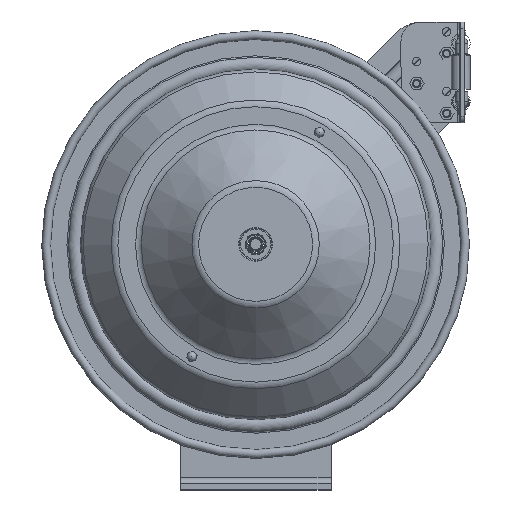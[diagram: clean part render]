
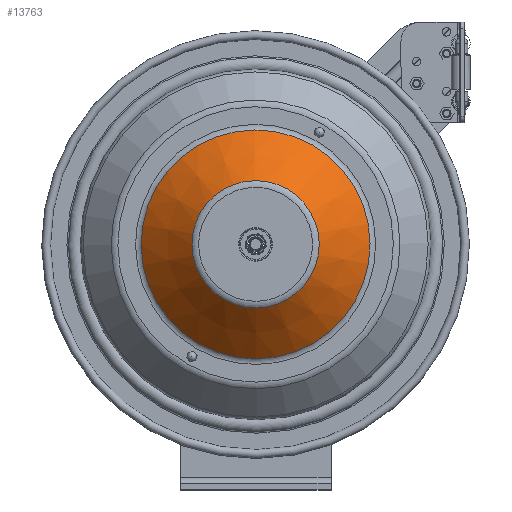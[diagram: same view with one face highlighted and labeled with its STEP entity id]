
A CAD part, top view. The second image highlights one B-rep face of the part: STEP entity #13763.
In plain terms, the highlighted conical face has half-angle 45 degrees and reference radius 89.911 mm.
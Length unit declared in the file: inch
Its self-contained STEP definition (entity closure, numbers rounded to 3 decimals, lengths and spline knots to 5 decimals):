
#2573=CONICAL_SURFACE('',#14801,3.53979,45.);
#3701=FACE_BOUND('',#4601,.T.);
#4046=FACE_OUTER_BOUND('',#4600,.T.);
#4600=EDGE_LOOP('',(#11962));
#4601=EDGE_LOOP('',(#11963));
#5211=CIRCLE('',#14800,4.54871);
#5212=CIRCLE('',#14802,2.53087);
#6540=VERTEX_POINT('',#22054);
#6541=VERTEX_POINT('',#22057);
#9042=EDGE_CURVE('',#6540,#6540,#5211,.T.);
#9043=EDGE_CURVE('',#6541,#6541,#5212,.T.);
#11962=ORIENTED_EDGE('',*,*,#9043,.F.);
#11963=ORIENTED_EDGE('',*,*,#9042,.T.);
#13763=ADVANCED_FACE('',(#4046,#3701),#2573,.T.);
#14800=AXIS2_PLACEMENT_3D('',#22055,#17258,#17259);
#14801=AXIS2_PLACEMENT_3D('',#22056,#17260,#17261);
#14802=AXIS2_PLACEMENT_3D('',#22058,#17262,#17263);
#17258=DIRECTION('center_axis',(0.,0.,
1.));
#17259=DIRECTION('ref_axis',(-0.869,0.495,0.));
#17260=DIRECTION('center_axis',(0.,0.,
-1.));
#17261=DIRECTION('ref_axis',(-0.869,0.495,0.));
#17262=DIRECTION('center_axis',(0.,0.,
1.));
#17263=DIRECTION('ref_axis',(-0.869,0.495,0.));
#22054=CARTESIAN_POINT('',(-3.98372,2.70625,6.45479));
#22055=CARTESIAN_POINT('Origin',(-0.03055,0.45608,
6.45479));
#22056=CARTESIAN_POINT('Origin',(-0.03055,0.45608,
7.46371));
#22057=CARTESIAN_POINT('',(-2.23006,1.70806,8.47264));
#22058=CARTESIAN_POINT('Origin',(-0.03055,0.45608,
8.47264));
